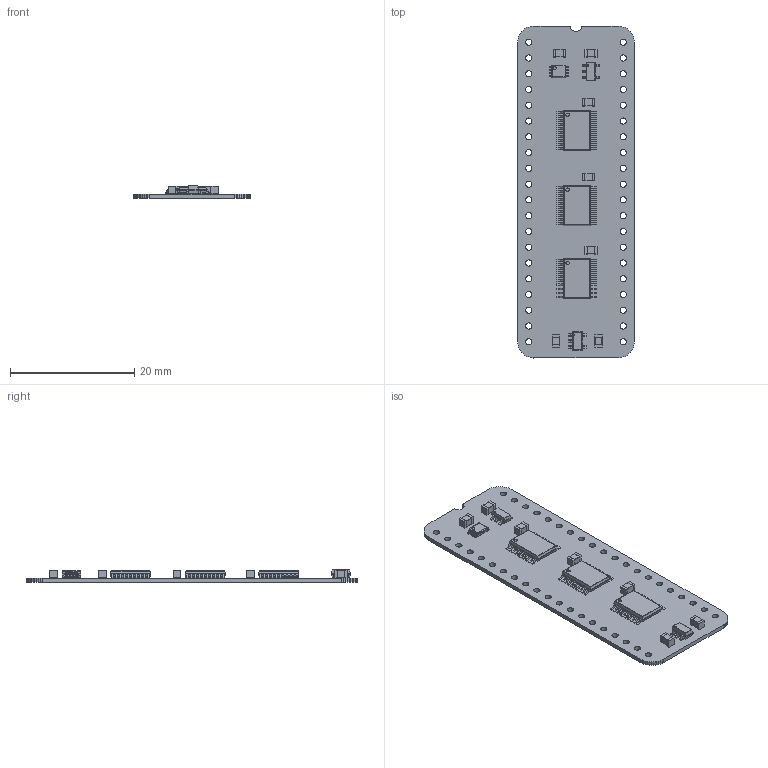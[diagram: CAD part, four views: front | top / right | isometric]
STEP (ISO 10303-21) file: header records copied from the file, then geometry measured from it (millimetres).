
FILE_DESCRIPTION(('KiCad electronic assembly'),'2;1');
FILE_NAME('Video Address Reader.step','2024-02-26T15:28:01',('Pcbnew'),( 'Kicad'),'Open CASCADE STEP processor 7.6','KiCad to STEP converter' ,'Unknown');
FILE_SCHEMA(('AUTOMOTIVE_DESIGN { 1 0 10303 214 1 1 1 1 }'));
Length unit declared in the file: millimetre
Products named in the file (12): Video Address Reader 1; C_0805_2012Metric; SOLID; M74VHC1G126DTT1G; COMPOUND; AP7365-33WG-7; 74LVC273PW,118; SN74LVC2G157DCU3; Video Address Reader PCB
Assembly tree (19 placements, depth 3):
  Video Address Reader 1
    C_0805_2012Metric  x7
      SOLID
    M74VHC1G126DTT1G
      COMPOUND
    AP7365-33WG-7
      COMPOUND
    74LVC273PW,118  x3
      COMPOUND
    SN74LVC2G157DCU3
      COMPOUND
    Video Address Reader PCB
Bounding box: 18.8 x 53.49 x 2.03 mm (x, y, z)
Volume: 776.5 mm3; surface area: 2553.3 mm2
Topology: 92 solids, 92 shells, 1489 faces, 3751 edges, 2466 vertices
Faces by surface type: plane 1048, cylinder 433, sphere 8
Full cylindrical faces by diameter (mm): 0.188 x1, 0.2 x1, 0.55 x3, 1 x40
Entity records: 49921 total; most frequent: CARTESIAN_POINT 10626, DIRECTION 7343, LINE 4843, VECTOR 4843, ORIENTED_EDGE 3810, PCURVE 3810, DEFINITIONAL_REPRESENTATION 3810, EDGE_CURVE 1905
